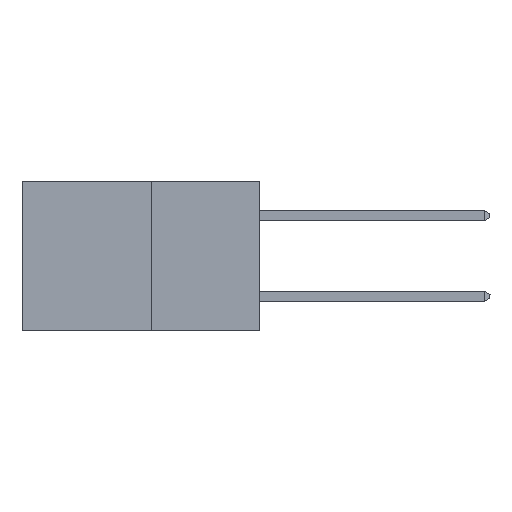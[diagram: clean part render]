
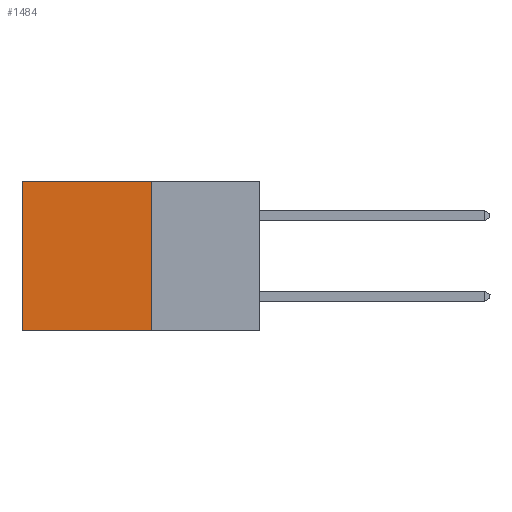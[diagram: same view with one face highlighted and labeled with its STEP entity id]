
A CAD part, left-side view. The second image highlights one B-rep face of the part: STEP entity #1484.
In plain terms, the highlighted planar face has unit normal (-1, 0, 0).
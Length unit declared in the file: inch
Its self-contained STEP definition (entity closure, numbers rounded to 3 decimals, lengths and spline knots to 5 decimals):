
#884 = EDGE_CURVE ( 'NONE', #11039, #8530, #9268, .T. ) ;
#1388 = VERTEX_POINT ( 'NONE', #21083 ) ;
#1484 = ADVANCED_FACE ( 'NONE', ( #14533 ), #17594, .F. ) ;
#2620 = EDGE_CURVE ( 'NONE', #20377, #1388, #5223, .T. ) ;
#2705 = CARTESIAN_POINT ( 'NONE',  ( 0.277, 0.59, -0.37 ) ) ;
#3549 = ORIENTED_EDGE ( 'NONE', *, *, #884, .T. ) ;
#5163 = ORIENTED_EDGE ( 'NONE', *, *, #2620, .F. ) ;
#5223 = LINE ( 'NONE', #6326, #9720 ) ;
#5412 = CARTESIAN_POINT ( 'NONE',  ( 0.277, 0.27, 0. ) ) ;
#5465 = CARTESIAN_POINT ( 'NONE',  ( 0.277, 0.59, 0. ) ) ;
#6326 = CARTESIAN_POINT ( 'NONE',  ( 0.277, 0.27, -0.37 ) ) ;
#6445 = DIRECTION ( 'NONE',  ( 0., 0., -1. ) ) ;
#6987 = EDGE_CURVE ( 'NONE', #1388, #8530, #12471, .T. ) ;
#7197 = LINE ( 'NONE', #5412, #20140 ) ;
#7556 = EDGE_LOOP ( 'NONE', ( #3549, #11182, #5163, #17585 ) ) ;
#7958 = VECTOR ( 'NONE', #11191, 39.37008 ) ;
#8530 = VERTEX_POINT ( 'NONE', #10410 ) ;
#9032 = DIRECTION ( 'NONE',  ( 0., 0., -1. ) ) ;
#9268 = LINE ( 'NONE', #2705, #13266 ) ;
#9720 = VECTOR ( 'NONE', #6445, 39.37008 ) ;
#10410 = CARTESIAN_POINT ( 'NONE',  ( 0.277, 0.59, -0.37 ) ) ;
#11024 = CARTESIAN_POINT ( 'NONE',  ( 0.277, 0.27, -0.37 ) ) ;
#11039 = VERTEX_POINT ( 'NONE', #5465 ) ;
#11182 = ORIENTED_EDGE ( 'NONE', *, *, #6987, .F. ) ;
#11191 = DIRECTION ( 'NONE',  ( 0., 1., 0. ) ) ;
#12339 = EDGE_CURVE ( 'NONE', #20377, #11039, #7197, .T. ) ;
#12471 = LINE ( 'NONE', #11024, #7958 ) ;
#13266 = VECTOR ( 'NONE', #9032, 39.37008 ) ;
#14533 = FACE_OUTER_BOUND ( 'NONE', #7556, .T. ) ;
#14995 = CARTESIAN_POINT ( 'NONE',  ( 0.277, 0.27, -0.37 ) ) ;
#15528 = DIRECTION ( 'NONE',  ( 0., 1., 0. ) ) ;
#16330 = AXIS2_PLACEMENT_3D ( 'NONE', #14995, #18724, #18438 ) ;
#17410 = CARTESIAN_POINT ( 'NONE',  ( 0.277, 0.27, 0. ) ) ;
#17585 = ORIENTED_EDGE ( 'NONE', *, *, #12339, .T. ) ;
#17594 = PLANE ( 'NONE',  #16330 ) ;
#18438 = DIRECTION ( 'NONE',  ( 0., 0., -1. ) ) ;
#18724 = DIRECTION ( 'NONE',  ( 1., 0., 0. ) ) ;
#20140 = VECTOR ( 'NONE', #15528, 39.37008 ) ;
#20377 = VERTEX_POINT ( 'NONE', #17410 ) ;
#21083 = CARTESIAN_POINT ( 'NONE',  ( 0.277, 0.27, -0.37 ) ) ;
